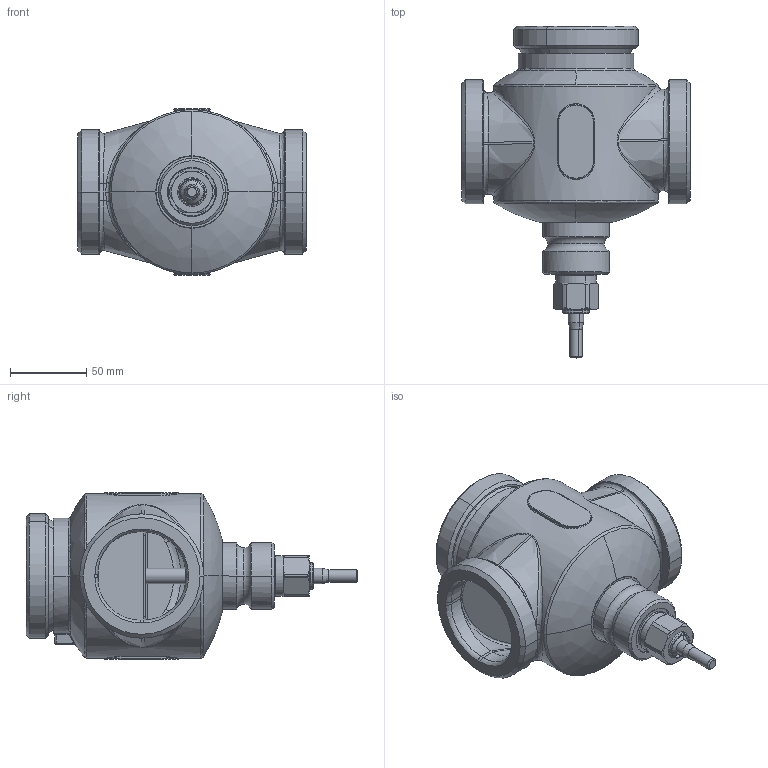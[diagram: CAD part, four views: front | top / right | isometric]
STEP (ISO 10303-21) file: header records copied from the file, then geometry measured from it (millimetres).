
FILE_DESCRIPTION(('CATIA V5 STEP Exchange'),'2;1');
FILE_NAME('VLE132 DN50.stp','2016-09-20T09:18:26+00:00',('none'),('none'),'CATIA Version 5-6 Release 2014 SP4 HF22','CATIA V5 STEP AP203','none');
FILE_SCHEMA(('CONFIG_CONTROL_DESIGN'));
Length unit declared in the file: millimetre
Products named in the file (3): Product1; 953-1009s7; 954-1367s1
Assembly tree (13 placements, depth 3):
  Product1
    953-1009s7
      #65
      #19111
    954-1367s1
      #19493
      #22422  x2
      #22558  x2
      #22995
      #23174
    #23366
    #24014
Bounding box: 150 x 217.79 x 109 mm (x, y, z)
Volume: 466933.6 mm3; surface area: 151890.6 mm2
Topology: 11 solids, 11 shells, 603 faces, 1366 edges, 798 vertices
Faces by surface type: cylinder 182, bspline 133, torus 102, plane 98, cone 86, sphere 2
Entity records: 25274 total; most frequent: CARTESIAN_POINT 13896, ORIENTED_EDGE 2646, DIRECTION 1656, EDGE_CURVE 1323, AXIS2_PLACEMENT_3D 926, VERTEX_POINT 776, EDGE_LOOP 621, ADVANCED_FACE 583
